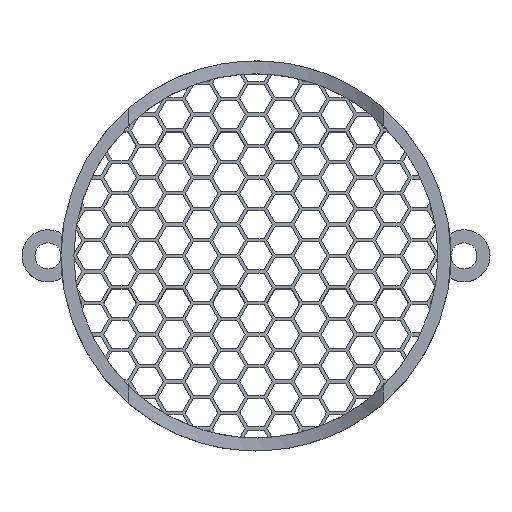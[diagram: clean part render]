
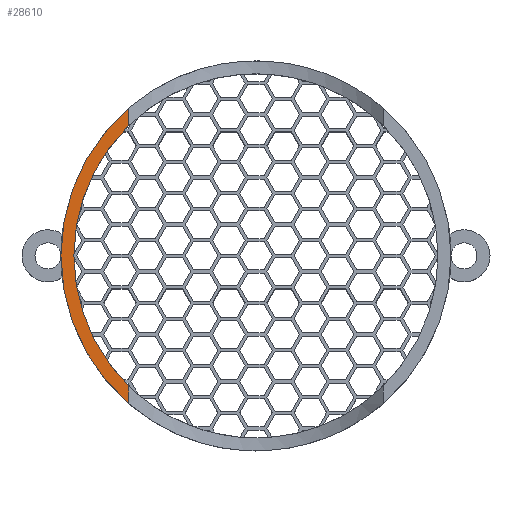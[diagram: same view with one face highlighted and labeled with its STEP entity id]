
A CAD part, top view. The second image highlights one B-rep face of the part: STEP entity #28610.
In plain terms, the highlighted planar face has unit normal (0, 0, 1).
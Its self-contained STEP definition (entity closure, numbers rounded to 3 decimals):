
#26572 = VERTEX_POINT('',#26573);
#26573 = CARTESIAN_POINT('',(-19.596,22.716,20.));
#26626 = EDGE_CURVE('',#26572,#26627,#26629,.T.);
#26627 = VERTEX_POINT('',#26628);
#26628 = CARTESIAN_POINT('',(-19.596,-22.716,20.));
#26629 = CIRCLE('',#26630,30.);
#26630 = AXIS2_PLACEMENT_3D('',#26631,#26632,#26633);
#26631 = CARTESIAN_POINT('',(0.,0.,20.));
#26632 = DIRECTION('',(0.,0.,1.));
#26633 = DIRECTION('',(1.,0.,0.));
#26830 = VERTEX_POINT('',#26831);
#26831 = CARTESIAN_POINT('',(-19.596,20.,20.));
#26838 = EDGE_CURVE('',#26830,#26839,#26841,.T.);
#26839 = VERTEX_POINT('',#26840);
#26840 = CARTESIAN_POINT('',(-19.596,-20.,20.));
#26841 = CIRCLE('',#26842,28.);
#26842 = AXIS2_PLACEMENT_3D('',#26843,#26844,#26845);
#26843 = CARTESIAN_POINT('',(0.,0.,20.));
#26844 = DIRECTION('',(0.,0.,1.));
#26845 = DIRECTION('',(1.,0.,0.));
#28599 = EDGE_CURVE('',#26627,#26839,#28600,.T.);
#28600 = LINE('',#28601,#28602);
#28601 = CARTESIAN_POINT('',(-19.596,33.,20.));
#28602 = VECTOR('',#28603,1.);
#28603 = DIRECTION('',(0.,1.,0.));
#28610 = ADVANCED_FACE('',(#28611),#28622,.T.);
#28611 = FACE_BOUND('',#28612,.T.);
#28612 = EDGE_LOOP('',(#28613,#28619,#28620,#28621));
#28613 = ORIENTED_EDGE('',*,*,#28614,.T.);
#28614 = EDGE_CURVE('',#26830,#26572,#28615,.T.);
#28615 = LINE('',#28616,#28617);
#28616 = CARTESIAN_POINT('',(-19.596,33.,20.));
#28617 = VECTOR('',#28618,1.);
#28618 = DIRECTION('',(0.,1.,0.));
#28619 = ORIENTED_EDGE('',*,*,#26626,.T.);
#28620 = ORIENTED_EDGE('',*,*,#28599,.T.);
#28621 = ORIENTED_EDGE('',*,*,#26838,.F.);
#28622 = PLANE('',#28623);
#28623 = AXIS2_PLACEMENT_3D('',#28624,#28625,#28626);
#28624 = CARTESIAN_POINT('',(0.,0.,20.));
#28625 = DIRECTION('',(0.,0.,1.));
#28626 = DIRECTION('',(1.,0.,0.));
